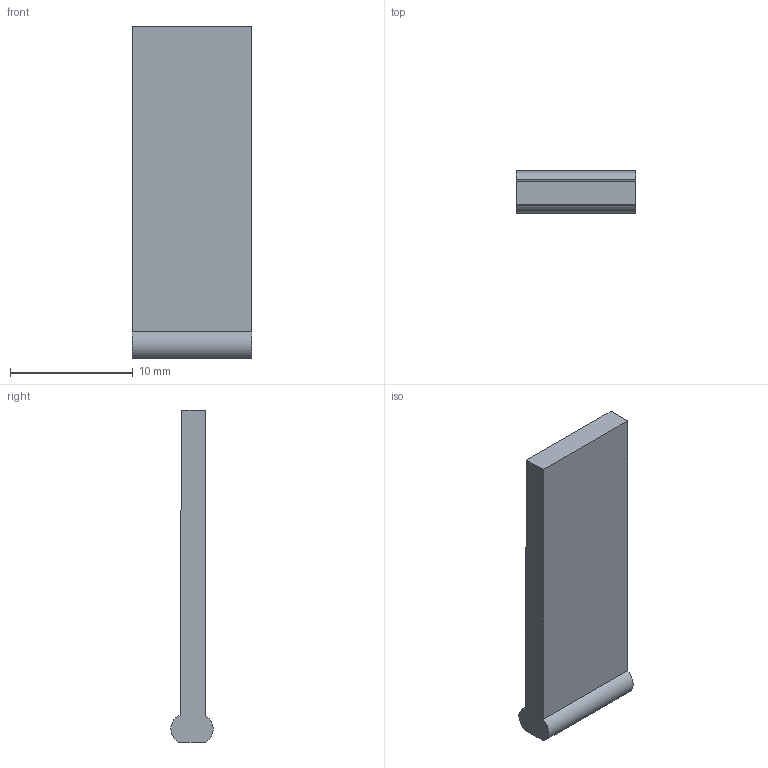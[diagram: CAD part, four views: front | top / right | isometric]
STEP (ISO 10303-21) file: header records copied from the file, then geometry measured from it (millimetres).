
FILE_DESCRIPTION (( 'STEP AP214' ), '1' );
FILE_NAME ('Stopfen_Pulverablauf_1.1.STEP', '2025-06-18T11:16:07', ( '' ), ( '' ), 'SwSTEP 2.0', 'SolidWorks 2024', '' );
FILE_SCHEMA (( 'AUTOMOTIVE_DESIGN' ));
Length unit declared in the file: millimetre
Products named in the file (1): Stopfen_Pulverablauf_1.1
Bounding box: 9.7 x 3.44 x 27 mm (x, y, z)
Volume: 545.6 mm3; surface area: 685.7 mm2
Topology: 1 solids, 1 shells, 9 faces, 21 edges, 14 vertices
Faces by surface type: plane 7, cylinder 2
Entity records: 282 total; most frequent: DIRECTION 45, CARTESIAN_POINT 45, ORIENTED_EDGE 42, EDGE_CURVE 21, LINE 17, VECTOR 17, AXIS2_PLACEMENT_3D 14, VERTEX_POINT 14
